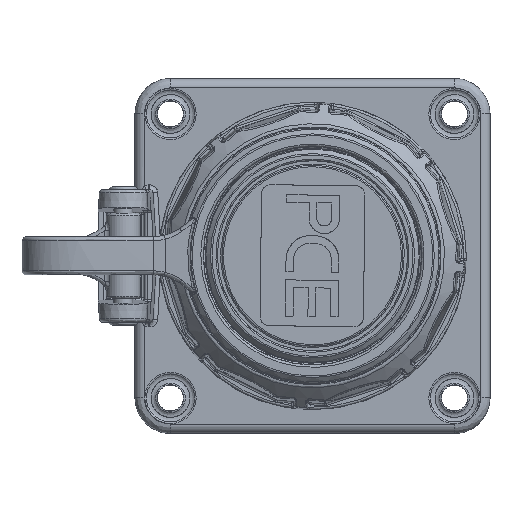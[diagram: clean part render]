
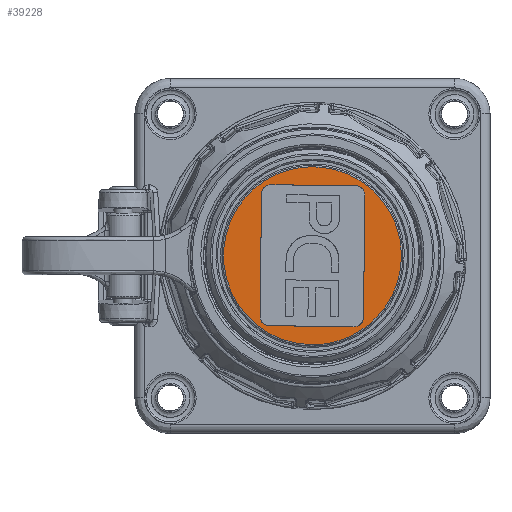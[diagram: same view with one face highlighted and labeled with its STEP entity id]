
A CAD part, top view. The second image highlights one B-rep face of the part: STEP entity #39228.
In plain terms, the highlighted planar face has unit normal (0, 0, 1).
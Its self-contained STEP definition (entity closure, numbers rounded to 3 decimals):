
#145 = LINE ( 'NONE', #1672, #1686 ) ;
#335 = CARTESIAN_POINT ( 'NONE',  ( 9.135, 14.78, 34.4 ) ) ;
#935 = LINE ( 'NONE', #63375, #38433 ) ;
#1443 = EDGE_CURVE ( 'NONE', #3071, #3424, #935, .T. ) ;
#1672 = CARTESIAN_POINT ( 'NONE',  ( -9.135, -14.78, 34.4 ) ) ;
#1686 = VECTOR ( 'NONE', #15972, 1000. ) ;
#3041 = CARTESIAN_POINT ( 'NONE',  ( 11.081, 12.786, 34.4 ) ) ;
#3071 = VERTEX_POINT ( 'NONE', #12259 ) ;
#3184 = CARTESIAN_POINT ( 'NONE',  ( 37.368, -19.258, 34.4 ) ) ;
#3424 = VERTEX_POINT ( 'NONE', #3041 ) ;
#3459 = CARTESIAN_POINT ( 'NONE',  ( 9.029, -15.002, 34.4 ) ) ;
#3477 = CARTESIAN_POINT ( 'NONE',  ( -11.081, -12.786, 34.4 ) ) ;
#3616 = LINE ( 'NONE', #335, #52658 ) ;
#3896 = CARTESIAN_POINT ( 'NONE',  ( -11.037, -13.302, 34.4 ) ) ;
#7025 = CARTESIAN_POINT ( 'NONE',  ( -8.771, 14.999, 34.4 ) ) ;
#7860 = VERTEX_POINT ( 'NONE', #30095 ) ;
#8565 = CARTESIAN_POINT ( 'NONE',  ( 9.767, -14.762, 34.4 ) ) ;
#8668 = B_SPLINE_CURVE_WITH_KNOTS ( 'NONE', 3,
 ( #62371, #3459, #37885, #8565, #42859, #13464, #47788, #18448, #52721, #23364 ),
 .UNSPECIFIED., .F., .F.,
 ( 4, 2, 2, 2, 4 ),
 ( 0., 0.25, 0.5, 0.75, 1. ),
 .UNSPECIFIED. ) ;
#8789 = CARTESIAN_POINT ( 'NONE',  ( -10.702, -14.001, 34.4 ) ) ;
#9477 = VERTEX_POINT ( 'NONE', #11382 ) ;
#10428 = FACE_BOUND ( 'NONE', #62815, .T. ) ;
#10751 = DIRECTION ( 'NONE',  ( -1., 0., 0. ) ) ;
#11382 = CARTESIAN_POINT ( 'NONE',  ( -11.081, -12.786, 34.4 ) ) ;
#11553 = CARTESIAN_POINT ( 'NONE',  ( 11.037, 13.302, 34.4 ) ) ;
#11941 = CARTESIAN_POINT ( 'NONE',  ( -9.288, 14.954, 34.4 ) ) ;
#11950 = VERTEX_POINT ( 'NONE', #23488 ) ;
#12194 = VERTEX_POINT ( 'NONE', #40771 ) ;
#12259 = CARTESIAN_POINT ( 'NONE',  ( 10.766, -13.053, 34.4 ) ) ;
#13464 = CARTESIAN_POINT ( 'NONE',  ( 10.356, -14.259, 34.4 ) ) ;
#13703 = CARTESIAN_POINT ( 'NONE',  ( -10.125, -14.519, 34.4 ) ) ;
#15972 = DIRECTION ( 'NONE',  ( 1., -0.012, 0. ) ) ;
#16485 = CARTESIAN_POINT ( 'NONE',  ( 10.702, 14.001, 34.4 ) ) ;
#16884 = ORIENTED_EDGE ( 'NONE', *, *, #30658, .F. ) ;
#16891 = CARTESIAN_POINT ( 'NONE',  ( -9.987, 14.619, 34.4 ) ) ;
#18114 = EDGE_CURVE ( 'NONE', #11950, #12194, #145, .T. ) ;
#18448 = CARTESIAN_POINT ( 'NONE',  ( 10.708, -13.568, 34.4 ) ) ;
#18666 = CARTESIAN_POINT ( 'NONE',  ( -9.393, -14.777, 34.4 ) ) ;
#20994 = CARTESIAN_POINT ( 'NONE',  ( 11.085, 13.044, 34.4 ) ) ;
#21240 = CARTESIAN_POINT ( 'NONE',  ( -10.766, 13.053, 34.4 ) ) ;
#21433 = CARTESIAN_POINT ( 'NONE',  ( 10.125, 14.519, 34.4 ) ) ;
#21636 = EDGE_CURVE ( 'NONE', #63295, #7860, #39877, .T. ) ;
#21817 = CARTESIAN_POINT ( 'NONE',  ( -10.505, 14.042, 34.4 ) ) ;
#21840 = EDGE_LOOP ( 'NONE', ( #57311 ) ) ;
#23310 = CARTESIAN_POINT ( 'NONE',  ( -8.771, 14.999, 34.4 ) ) ;
#23364 = CARTESIAN_POINT ( 'NONE',  ( 10.766, -13.053, 34.4 ) ) ;
#23488 = CARTESIAN_POINT ( 'NONE',  ( -9.135, -14.78, 34.4 ) ) ;
#25353 = PLANE ( 'NONE',  #49458 ) ;
#26349 = CARTESIAN_POINT ( 'NONE',  ( 9.393, 14.777, 34.4 ) ) ;
#26392 = ORIENTED_EDGE ( 'NONE', *, *, #45716, .F. ) ;
#26743 = CARTESIAN_POINT ( 'NONE',  ( -10.763, 13.311, 34.4 ) ) ;
#27194 = LINE ( 'NONE', #21240, #28747 ) ;
#27257 = B_SPLINE_CURVE_WITH_KNOTS ( 'NONE', 3,
 ( #3477, #57693, #3896, #38126, #8789, #43083, #13703, #48005, #18666, #52949 ),
 .UNSPECIFIED., .F., .F.,
 ( 4, 2, 2, 2, 4 ),
 ( 0., 0.25, 0.5, 0.75, 1. ),
 .UNSPECIFIED. ) ;
#27578 = CARTESIAN_POINT ( 'NONE',  ( -37.368, 19.258, 34.4 ) ) ;
#28747 = VECTOR ( 'NONE', #55518, 1000. ) ;
#30095 = CARTESIAN_POINT ( 'NONE',  ( -10.766, 13.053, 34.4 ) ) ;
#30658 = EDGE_CURVE ( 'NONE', #9477, #11950, #27257, .T. ) ;
#32476 = CARTESIAN_POINT ( 'NONE',  ( 37.827, 18.339, 34.4 ) ) ;
#33206 = ORIENTED_EDGE ( 'NONE', *, *, #53313, .F. ) ;
#33212 = ORIENTED_EDGE ( 'NONE', *, *, #1443, .F. ) ;
#36364 = CARTESIAN_POINT ( 'NONE',  ( -9.029, 15.002, 34.4 ) ) ;
#37392 = CARTESIAN_POINT ( 'NONE',  ( -0.23, -18.799, 34.4 ) ) ;
#37573 = DIRECTION ( 'NONE',  ( 0.012, 1., 0. ) ) ;
#37885 = CARTESIAN_POINT ( 'NONE',  ( 9.288, -14.954, 34.4 ) ) ;
#38126 = CARTESIAN_POINT ( 'NONE',  ( -10.845, -13.781, 34.4 ) ) ;
#38433 = VECTOR ( 'NONE', #37573, 1000. ) ;
#39119 = EDGE_CURVE ( 'NONE', #61010, #63295, #3616, .T. ) ;
#39228 = ADVANCED_FACE ( 'NONE', ( #10428, #48032 ), #25353, .F. ) ;
#39257 =( BOUNDED_CURVE ( )  B_SPLINE_CURVE ( 3, ( #56965, #51131, #27578, #61868, #32476, #3184, #37392 ),
 .UNSPECIFIED., .T., .F. ) 
 B_SPLINE_CURVE_WITH_KNOTS ( ( 4, 3, 4 ),
 ( 0., 0.5, 1. ),
 .UNSPECIFIED. ) 
 CURVE ( )  GEOMETRIC_REPRESENTATION_ITEM ( )  RATIONAL_B_SPLINE_CURVE ( ( 1., 0.333, 0.333, 1., 0.333, 0.333, 1. ) ) 
 REPRESENTATION_ITEM ( '' )  );
#39877 = B_SPLINE_CURVE_WITH_KNOTS ( 'NONE', 3,
 ( #7025, #36364, #11941, #46268, #16891, #51159, #21817, #56115, #26743, #61040 ),
 .UNSPECIFIED., .F., .F.,
 ( 4, 2, 2, 2, 4 ),
 ( 0., 0.25, 0.5, 0.75, 1. ),
 .UNSPECIFIED. ) ;
#40094 = DIRECTION ( 'NONE',  ( 0., 0., -1. ) ) ;
#40475 = CARTESIAN_POINT ( 'NONE',  ( 11.081, 12.786, 34.4 ) ) ;
#40771 = CARTESIAN_POINT ( 'NONE',  ( 8.771, -14.999, 34.4 ) ) ;
#42859 = CARTESIAN_POINT ( 'NONE',  ( 9.987, -14.619, 34.4 ) ) ;
#43083 = CARTESIAN_POINT ( 'NONE',  ( -10.341, -14.371, 34.4 ) ) ;
#44434 = DIRECTION ( 'NONE',  ( -1., 0.012, 0. ) ) ;
#45526 = EDGE_CURVE ( 'NONE', #7860, #9477, #27194, .T. ) ;
#45716 = EDGE_CURVE ( 'NONE', #12194, #3071, #8668, .T. ) ;
#45869 = CARTESIAN_POINT ( 'NONE',  ( 10.845, 13.781, 34.4 ) ) ;
#46268 = CARTESIAN_POINT ( 'NONE',  ( -9.767, 14.762, 34.4 ) ) ;
#46469 = ORIENTED_EDGE ( 'NONE', *, *, #45526, .F. ) ;
#47216 = CARTESIAN_POINT ( 'NONE',  ( -0.23, -18.799, 34.4 ) ) ;
#47788 = CARTESIAN_POINT ( 'NONE',  ( 10.505, -14.042, 34.4 ) ) ;
#48005 = CARTESIAN_POINT ( 'NONE',  ( -9.65, -14.723, 34.4 ) ) ;
#48032 = FACE_OUTER_BOUND ( 'NONE', #21840, .T. ) ;
#49458 = AXIS2_PLACEMENT_3D ( 'NONE', #59676, #40094, #10751 ) ;
#50743 = CARTESIAN_POINT ( 'NONE',  ( 10.341, 14.371, 34.4 ) ) ;
#51131 = CARTESIAN_POINT ( 'NONE',  ( -37.827, -18.339, 34.4 ) ) ;
#51159 = CARTESIAN_POINT ( 'NONE',  ( -10.356, 14.259, 34.4 ) ) ;
#52493 = ORIENTED_EDGE ( 'NONE', *, *, #39119, .F. ) ;
#52658 = VECTOR ( 'NONE', #44434, 1000. ) ;
#52721 = CARTESIAN_POINT ( 'NONE',  ( 10.763, -13.311, 34.4 ) ) ;
#52949 = CARTESIAN_POINT ( 'NONE',  ( -9.135, -14.78, 34.4 ) ) ;
#53313 = EDGE_CURVE ( 'NONE', #3424, #61010, #61775, .T. ) ;
#55518 = DIRECTION ( 'NONE',  ( -0.012, -1., 0. ) ) ;
#55720 = CARTESIAN_POINT ( 'NONE',  ( 9.65, 14.723, 34.4 ) ) ;
#56115 = CARTESIAN_POINT ( 'NONE',  ( -10.708, 13.568, 34.4 ) ) ;
#56965 = CARTESIAN_POINT ( 'NONE',  ( -0.23, -18.799, 34.4 ) ) ;
#57311 = ORIENTED_EDGE ( 'NONE', *, *, #59637, .F. ) ;
#57693 = CARTESIAN_POINT ( 'NONE',  ( -11.085, -13.044, 34.4 ) ) ;
#57930 = ORIENTED_EDGE ( 'NONE', *, *, #18114, .F. ) ;
#58397 = ORIENTED_EDGE ( 'NONE', *, *, #21636, .F. ) ;
#59637 = EDGE_CURVE ( 'NONE', #63153, #63153, #39257, .T. ) ;
#59676 = CARTESIAN_POINT ( 'NONE',  ( 22.635, -0.277, 34.4 ) ) ;
#60115 = CARTESIAN_POINT ( 'NONE',  ( 9.135, 14.78, 34.4 ) ) ;
#60656 = CARTESIAN_POINT ( 'NONE',  ( 9.135, 14.78, 34.4 ) ) ;
#61010 = VERTEX_POINT ( 'NONE', #60115 ) ;
#61040 = CARTESIAN_POINT ( 'NONE',  ( -10.766, 13.053, 34.4 ) ) ;
#61775 = B_SPLINE_CURVE_WITH_KNOTS ( 'NONE', 3,
 ( #40475, #20994, #11553, #45869, #16485, #50743, #21433, #55720, #26349, #60656 ),
 .UNSPECIFIED., .F., .F.,
 ( 4, 2, 2, 2, 4 ),
 ( 0., 0.25, 0.5, 0.75, 1. ),
 .UNSPECIFIED. ) ;
#61868 = CARTESIAN_POINT ( 'NONE',  ( 0.23, 18.799, 34.4 ) ) ;
#62371 = CARTESIAN_POINT ( 'NONE',  ( 8.771, -14.999, 34.4 ) ) ;
#62815 = EDGE_LOOP ( 'NONE', ( #26392, #57930, #16884, #46469, #58397, #52493, #33206, #33212 ) ) ;
#63153 = VERTEX_POINT ( 'NONE', #47216 ) ;
#63295 = VERTEX_POINT ( 'NONE', #23310 ) ;
#63375 = CARTESIAN_POINT ( 'NONE',  ( 10.766, -13.053, 34.4 ) ) ;
